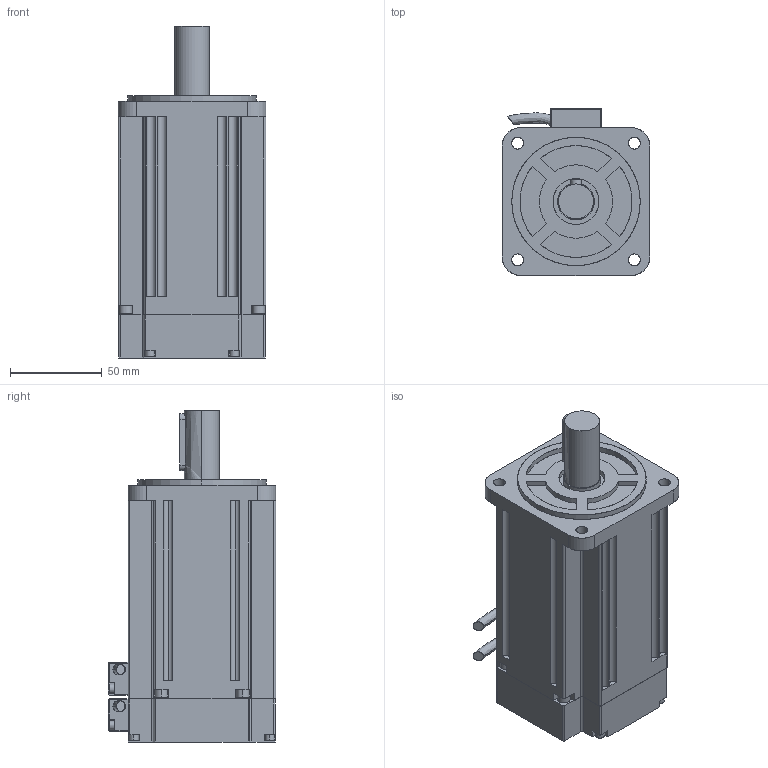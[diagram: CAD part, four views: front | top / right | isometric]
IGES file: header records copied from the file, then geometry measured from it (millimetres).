
Start section: SolidWorks IGES file using analytic representation for surfaces
Global section: file name: CS80-07C5AE 750W.IGS; native system: SolidWorks 2010; preprocessor: SolidWorks 2010; author: Administrator; date: 141216.101145; units: millimetre
Bounding box: 80.5 x 91.25 x 181 mm (x, y, z)
Surface area: 69185.9 mm2 (no closed solid volume)
Topology: 0 solids, 0 shells, 337 faces, 3997 edges, 3997 vertices
Faces by surface type: bspline 244, revolution 93
